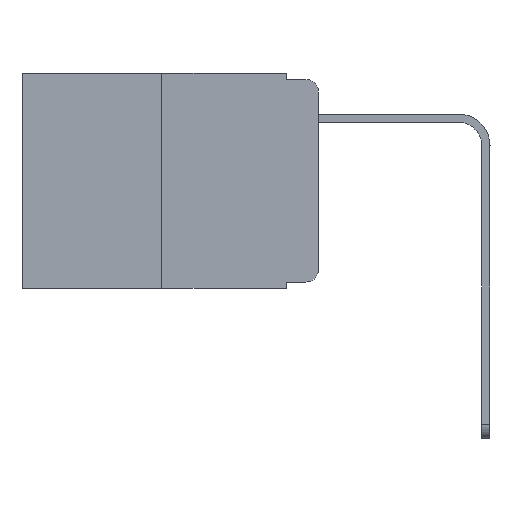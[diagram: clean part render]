
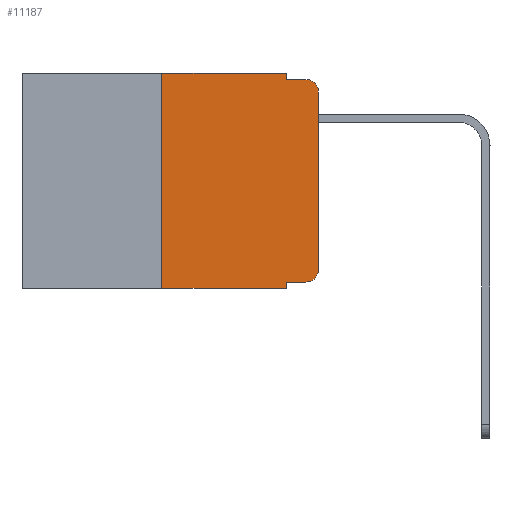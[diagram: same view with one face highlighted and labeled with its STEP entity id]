
A CAD part, left-side view. The second image highlights one B-rep face of the part: STEP entity #11187.
In plain terms, the highlighted planar face has unit normal (-1, 0, 0).
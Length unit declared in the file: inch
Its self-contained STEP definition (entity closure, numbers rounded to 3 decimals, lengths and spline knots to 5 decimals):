
#206 = CARTESIAN_POINT ( 'NONE',  ( 0., 0.051, -0.333 ) ) ;
#367 = VERTEX_POINT ( 'NONE', #206 ) ;
#1169 = DIRECTION ( 'NONE',  ( 0., 0., -1. ) ) ;
#1420 = VECTOR ( 'NONE', #10439, 39.37008 ) ;
#1548 = LINE ( 'NONE', #8275, #20945 ) ;
#1817 = EDGE_CURVE ( 'NONE', #23726, #10915, #1548, .T. ) ;
#1866 = CIRCLE ( 'NONE', #21374, 0.02 ) ;
#1975 = CARTESIAN_POINT ( 'NONE',  ( 0., 0.473, -0.343 ) ) ;
#2169 = DIRECTION ( 'NONE',  ( 0., -1., 0. ) ) ;
#2217 = CARTESIAN_POINT ( 'NONE',  ( 0., 0.051, -0.01 ) ) ;
#2526 = EDGE_LOOP ( 'NONE', ( #22210, #18474, #19913, #5597, #8753, #19835, #5868, #14700, #4280, #7039 ) ) ;
#2952 = VECTOR ( 'NONE', #15069, 39.37008 ) ;
#3532 = EDGE_CURVE ( 'NONE', #7329, #5290, #14624, .T. ) ;
#3603 = EDGE_CURVE ( 'NONE', #13767, #21673, #16700, .T. ) ;
#4052 = CARTESIAN_POINT ( 'NONE',  ( 0., 0.051, -0.343 ) ) ;
#4063 = CARTESIAN_POINT ( 'NONE',  ( 0., 0.051, 0. ) ) ;
#4280 = ORIENTED_EDGE ( 'NONE', *, *, #8669, .T. ) ;
#4387 = LINE ( 'NONE', #14112, #1420 ) ;
#4680 = CARTESIAN_POINT ( 'NONE',  ( 0., 0.02, -0.313 ) ) ;
#5290 = VERTEX_POINT ( 'NONE', #10398 ) ;
#5597 = ORIENTED_EDGE ( 'NONE', *, *, #23879, .F. ) ;
#5868 = ORIENTED_EDGE ( 'NONE', *, *, #3603, .T. ) ;
#6393 = CARTESIAN_POINT ( 'NONE',  ( 0., 0.25, -0.343 ) ) ;
#7002 = AXIS2_PLACEMENT_3D ( 'NONE', #10512, #12550, #23673 ) ;
#7039 = ORIENTED_EDGE ( 'NONE', *, *, #3532, .T. ) ;
#7329 = VERTEX_POINT ( 'NONE', #20140 ) ;
#7419 = VECTOR ( 'NONE', #1169, 39.37008 ) ;
#7898 = CARTESIAN_POINT ( 'NONE',  ( 0., 0.051, -0.01 ) ) ;
#7959 = VECTOR ( 'NONE', #14873, 39.37008 ) ;
#8275 = CARTESIAN_POINT ( 'NONE',  ( 0., 0.473, 0. ) ) ;
#8284 = DIRECTION ( 'NONE',  ( -1., 0., 0. ) ) ;
#8669 = EDGE_CURVE ( 'NONE', #367, #7329, #17598, .T. ) ;
#8753 = ORIENTED_EDGE ( 'NONE', *, *, #1817, .F. ) ;
#8780 = VECTOR ( 'NONE', #13898, 39.37008 ) ;
#8913 = DIRECTION ( 'NONE',  ( 0., 0., -1. ) ) ;
#9744 = CARTESIAN_POINT ( 'NONE',  ( 0., 0.02, -0.01 ) ) ;
#10313 = CARTESIAN_POINT ( 'NONE',  ( 0., 0., -0.03 ) ) ;
#10355 = VECTOR ( 'NONE', #14761, 39.37008 ) ;
#10398 = CARTESIAN_POINT ( 'NONE',  ( 0., 0., -0.313 ) ) ;
#10439 = DIRECTION ( 'NONE',  ( 0., 0., 1. ) ) ;
#10512 = CARTESIAN_POINT ( 'NONE',  ( 0., 0.473, 0. ) ) ;
#10915 = VERTEX_POINT ( 'NONE', #4063 ) ;
#10951 = CARTESIAN_POINT ( 'NONE',  ( 0., 0.051, 0. ) ) ;
#11187 = ADVANCED_FACE ( 'NONE', ( #17797 ), #18033, .F. ) ;
#12188 = CARTESIAN_POINT ( 'NONE',  ( 0., 0., 0. ) ) ;
#12245 = CARTESIAN_POINT ( 'NONE',  ( 0., 0.02, -0.03 ) ) ;
#12381 = LINE ( 'NONE', #16243, #7419 ) ;
#12550 = DIRECTION ( 'NONE',  ( 1., 0., 0. ) ) ;
#13577 = LINE ( 'NONE', #10951, #10355 ) ;
#13767 = VERTEX_POINT ( 'NONE', #6393 ) ;
#13801 = EDGE_CURVE ( 'NONE', #5290, #20842, #18734, .T. ) ;
#13898 = DIRECTION ( 'NONE',  ( 0., 0., 1. ) ) ;
#14044 = CARTESIAN_POINT ( 'NONE',  ( 0., 0.25, 0. ) ) ;
#14112 = CARTESIAN_POINT ( 'NONE',  ( 0., 0.25, 0. ) ) ;
#14624 = CIRCLE ( 'NONE', #17506, 0.02 ) ;
#14700 = ORIENTED_EDGE ( 'NONE', *, *, #16951, .F. ) ;
#14761 = DIRECTION ( 'NONE',  ( 0., 0., -1. ) ) ;
#14873 = DIRECTION ( 'NONE',  ( 0., -1., 0. ) ) ;
#14913 = VECTOR ( 'NONE', #16892, 39.37008 ) ;
#15069 = DIRECTION ( 'NONE',  ( 0., -1., 0. ) ) ;
#16013 = VERTEX_POINT ( 'NONE', #9744 ) ;
#16196 = EDGE_CURVE ( 'NONE', #20842, #16013, #1866, .T. ) ;
#16243 = CARTESIAN_POINT ( 'NONE',  ( 0., 0.051, 0. ) ) ;
#16421 = DIRECTION ( 'NONE',  ( -1., 0., 0. ) ) ;
#16620 = CARTESIAN_POINT ( 'NONE',  ( 0., 0.051, -0.333 ) ) ;
#16700 = LINE ( 'NONE', #1975, #14913 ) ;
#16892 = DIRECTION ( 'NONE',  ( 0., -1., 0. ) ) ;
#16951 = EDGE_CURVE ( 'NONE', #367, #21673, #12381, .T. ) ;
#17506 = AXIS2_PLACEMENT_3D ( 'NONE', #4680, #8284, #23290 ) ;
#17598 = LINE ( 'NONE', #16620, #7959 ) ;
#17797 = FACE_OUTER_BOUND ( 'NONE', #2526, .T. ) ;
#18033 = PLANE ( 'NONE',  #7002 ) ;
#18170 = LINE ( 'NONE', #2217, #2952 ) ;
#18474 = ORIENTED_EDGE ( 'NONE', *, *, #16196, .T. ) ;
#18734 = LINE ( 'NONE', #12188, #8780 ) ;
#19835 = ORIENTED_EDGE ( 'NONE', *, *, #22544, .F. ) ;
#19913 = ORIENTED_EDGE ( 'NONE', *, *, #21677, .F. ) ;
#20140 = CARTESIAN_POINT ( 'NONE',  ( 0., 0.02, -0.333 ) ) ;
#20842 = VERTEX_POINT ( 'NONE', #10313 ) ;
#20945 = VECTOR ( 'NONE', #2169, 39.37008 ) ;
#21374 = AXIS2_PLACEMENT_3D ( 'NONE', #12245, #16421, #8913 ) ;
#21673 = VERTEX_POINT ( 'NONE', #4052 ) ;
#21677 = EDGE_CURVE ( 'NONE', #22747, #16013, #18170, .T. ) ;
#22210 = ORIENTED_EDGE ( 'NONE', *, *, #13801, .T. ) ;
#22544 = EDGE_CURVE ( 'NONE', #13767, #23726, #4387, .T. ) ;
#22747 = VERTEX_POINT ( 'NONE', #7898 ) ;
#23290 = DIRECTION ( 'NONE',  ( 0., 0., -1. ) ) ;
#23673 = DIRECTION ( 'NONE',  ( 0., 0., -1. ) ) ;
#23726 = VERTEX_POINT ( 'NONE', #14044 ) ;
#23879 = EDGE_CURVE ( 'NONE', #10915, #22747, #13577, .T. ) ;
